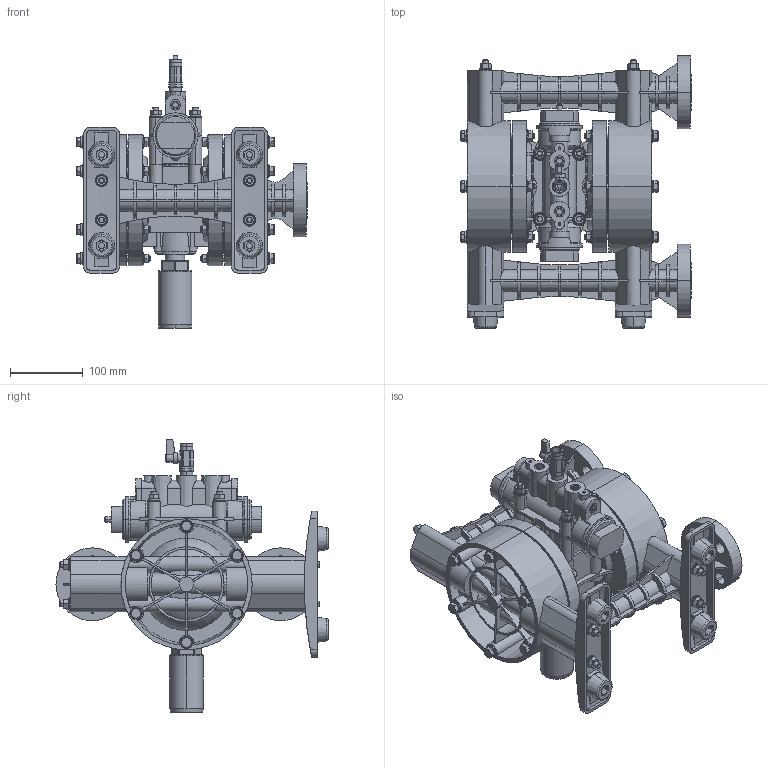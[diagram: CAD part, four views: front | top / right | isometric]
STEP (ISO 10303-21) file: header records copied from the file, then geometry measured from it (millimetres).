
FILE_DESCRIPTION (( 'STEP AP214' ), '1' );
FILE_NAME ('NDP-20BP_-PP FL JIS.STEP', '2009-11-05T04:45:19', ( ' ' ), ( ' ' ), 'SwSTEP 2.0', 'SolidWorks 2006303', '' );
FILE_SCHEMA (( 'AUTOMOTIVE_DESIGN' ));
Length unit declared in the file: millimetre
Products named in the file (1): NDP-20BP_-PP FL JIS
Bounding box: 315.7 x 373.5 x 373.62 mm (x, y, z)
Volume: 5175047.9 mm3; surface area: 1082041 mm2
Topology: 2 solids, 23 shells, 3605 faces, 9332 edges, 5949 vertices
Faces by surface type: plane 1481, cylinder 1261, cone 624, torus 217, sphere 20, bspline 2
Entity records: 121482 total; most frequent: CARTESIAN_POINT 35109, ORIENTED_EDGE 18640, DIRECTION 17726, EDGE_CURVE 9320, AXIS2_PLACEMENT_3D 6939, VERTEX_POINT 5947, EDGE_LOOP 3939, LINE 3848
